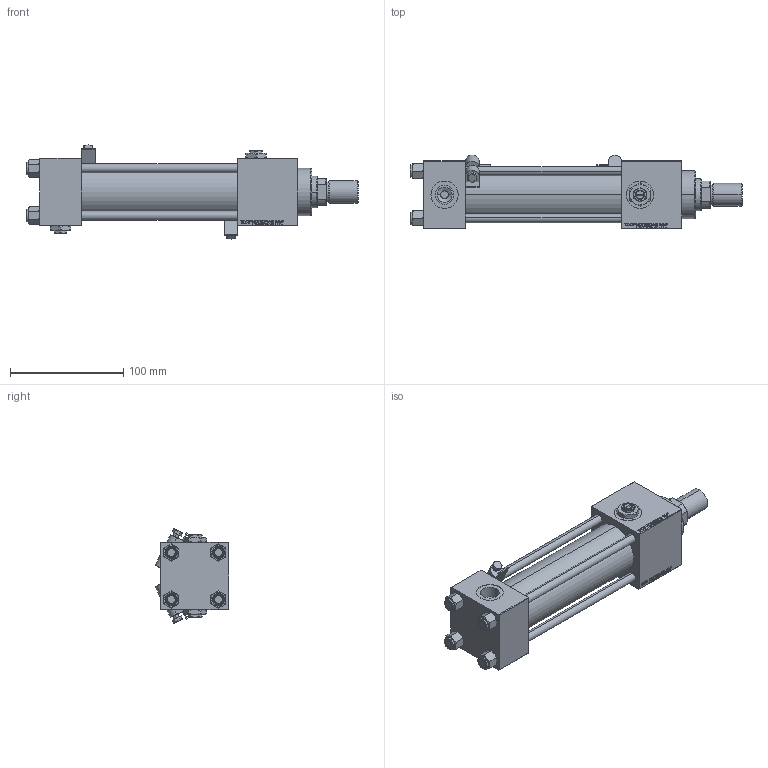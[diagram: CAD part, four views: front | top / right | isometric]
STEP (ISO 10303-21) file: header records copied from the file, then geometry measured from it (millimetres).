
FILE_DESCRIPTION (( 'STEP AP203' ), '1' );
FILE_NAME ('6b38.STEP', '2023-11-17T16:23:09', ( '' ), ( '' ), 'SwSTEP 2.0', 'SolidWorks 2019', '' );
FILE_SCHEMA (( 'CONFIG_CONTROL_DESIGN' ));
Length unit declared in the file: millimetre
Products named in the file (9): NUT_M5_C 632041c819fb04fdb9676d8a1ff0bdbb; ROD_END_AH 632041c819fb04fdb9676d8a1ff0bdbb; MSRF_MSRG1 632041c819fb04fdb9676d8a1ff0bdbb; V215CR_C_TYCINKA 632041c819fb04fdb9676d8a1ff0bdbb; Zatka_pro_OIL_PORT 632041c819fb04fdb9676d8a1ff0bdbb; V215_VC_A 632041c819fb04fdb9676d8a1ff0bdbb; V215CR_VCP_C 632041c819fb04fdb9676d8a1ff0bdbb; 6b38; V215CR_C_Body 632041c819fb04fdb9676d8a1ff0bdbb
Assembly tree (16 placements, depth 2):
  6b38
    V215CR_C_Body 632041c819fb04fdb9676d8a1ff0bdbb
    V215CR_VCP_C 632041c819fb04fdb9676d8a1ff0bdbb
    NUT_M5_C 632041c819fb04fdb9676d8a1ff0bdbb  x4
    V215CR_C_TYCINKA 632041c819fb04fdb9676d8a1ff0bdbb  x4
    V215_VC_A 632041c819fb04fdb9676d8a1ff0bdbb
    ROD_END_AH 632041c819fb04fdb9676d8a1ff0bdbb
    MSRF_MSRG1 632041c819fb04fdb9676d8a1ff0bdbb  x2
    Zatka_pro_OIL_PORT 632041c819fb04fdb9676d8a1ff0bdbb  x2
Bounding box: 293 x 64.97 x 83.44 mm (x, y, z)
Volume: 534430 mm3; surface area: 157770.7 mm2
Topology: 16 solids, 16 shells, 1328 faces, 3286 edges, 2119 vertices
Faces by surface type: plane 614, bspline 392, cone 182, cylinder 130, torus 10
Entity records: 53784 total; most frequent: CARTESIAN_POINT 27978, ORIENTED_EDGE 5722, DIRECTION 3781, EDGE_CURVE 2861, VERTEX_POINT 1869, VECTOR 1701, LINE 1701, EDGE_LOOP 1274
